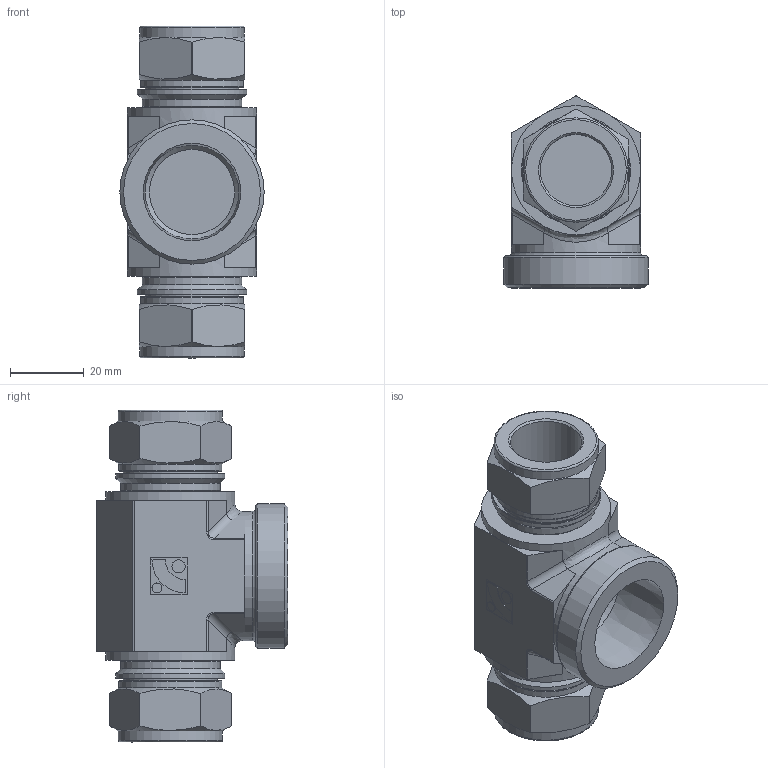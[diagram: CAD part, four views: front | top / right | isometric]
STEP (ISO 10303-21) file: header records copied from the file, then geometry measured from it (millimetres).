
FILE_DESCRIPTION(/* description */ (''),/* implementation_level */ '2;1');
FILE_NAME(/* name */ 'SFBTI-12-12N.stp',/* time_stamp */ '2022-04-28T09:23:00+09:00',/* author */ ('user'),/* organization */ (''),/* preprocessor_version */ 'ST-DEVELOPER v18.1',/* originating_system */ 'Autodesk Inventor 2022',/* authorisation */ '');
FILE_SCHEMA (('AUTOMOTIVE_DESIGN { 1 0 10303 214 3 1 1 }'));
Length unit declared in the file: millimetre
Products named in the file (1): SFBT-12-12N
Bounding box: 39 x 51.87 x 89.74 mm (x, y, z)
Volume: 67854.9 mm3; surface area: 21238.3 mm2
Topology: 1 solids, 1 shells, 146 faces, 333 edges, 205 vertices
Faces by surface type: plane 63, cylinder 52, cone 19, torus 6, bspline 6
Full cylindrical faces by diameter (mm): 2.7 x1, 3.6 x1, 19.25 x2, 23 x1, 23.8 x2, 24.2 x2, 25.4 x2, 26.9 x2, 27.8 x2, 28.2 x2, 29.5 x2, 34.9 x3, 39 x1
Entity records: 4259 total; most frequent: CARTESIAN_POINT 887, DIRECTION 748, ORIENTED_EDGE 666, EDGE_CURVE 333, AXIS2_PLACEMENT_3D 298, VERTEX_POINT 205, EDGE_LOOP 162, LINE 152
